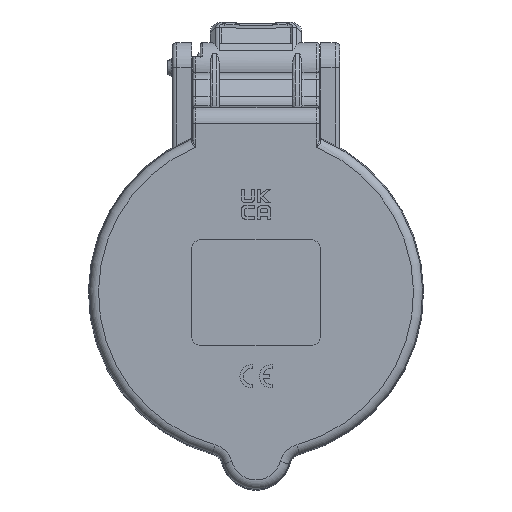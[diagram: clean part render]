
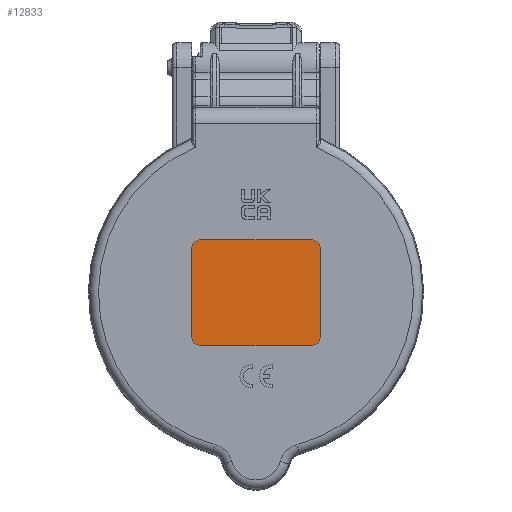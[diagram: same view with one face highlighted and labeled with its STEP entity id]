
A CAD part, top view. The second image highlights one B-rep face of the part: STEP entity #12833.
In plain terms, the highlighted planar face has unit normal (0, 0, 1).
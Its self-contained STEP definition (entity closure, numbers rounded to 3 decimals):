
#549=PLANE('',#13746);
#1129=CIRCLE('',#13732,2.);
#1131=CIRCLE('',#13736,2.);
#1133=CIRCLE('',#13740,2.);
#1135=CIRCLE('',#13744,2.);
#1500=FACE_OUTER_BOUND('',#2166,.T.);
#2166=EDGE_LOOP('',(#9384,#9385,#9386,#9387,#9388,#9389,#9390,#9391));
#3141=LINE('',#21246,#4192);
#3146=LINE('',#21260,#4197);
#3150=LINE('',#21272,#4201);
#3154=LINE('',#21284,#4205);
#4192=VECTOR('',#15585,10.);
#4197=VECTOR('',#15598,10.);
#4201=VECTOR('',#15610,10.);
#4205=VECTOR('',#15622,10.);
#5409=VERTEX_POINT('',#21244);
#5410=VERTEX_POINT('',#21245);
#5413=VERTEX_POINT('',#21253);
#5415=VERTEX_POINT('',#21259);
#5417=VERTEX_POINT('',#21265);
#5419=VERTEX_POINT('',#21271);
#5421=VERTEX_POINT('',#21277);
#5423=VERTEX_POINT('',#21283);
#6888=EDGE_CURVE('',#5409,#5410,#3141,.T.);
#6892=EDGE_CURVE('',#5410,#5413,#1129,.T.);
#6895=EDGE_CURVE('',#5413,#5415,#3146,.T.);
#6898=EDGE_CURVE('',#5415,#5417,#1131,.T.);
#6901=EDGE_CURVE('',#5417,#5419,#3150,.T.);
#6904=EDGE_CURVE('',#5419,#5421,#1133,.T.);
#6907=EDGE_CURVE('',#5421,#5423,#3154,.T.);
#6910=EDGE_CURVE('',#5423,#5409,#1135,.T.);
#9384=ORIENTED_EDGE('',*,*,#6888,.T.);
#9385=ORIENTED_EDGE('',*,*,#6892,.T.);
#9386=ORIENTED_EDGE('',*,*,#6895,.T.);
#9387=ORIENTED_EDGE('',*,*,#6898,.T.);
#9388=ORIENTED_EDGE('',*,*,#6901,.T.);
#9389=ORIENTED_EDGE('',*,*,#6904,.T.);
#9390=ORIENTED_EDGE('',*,*,#6907,.T.);
#9391=ORIENTED_EDGE('',*,*,#6910,.T.);
#12833=ADVANCED_FACE('',(#1500),#549,.F.);
#13732=AXIS2_PLACEMENT_3D('',#21254,#15591,#15592);
#13736=AXIS2_PLACEMENT_3D('',#21266,#15603,#15604);
#13740=AXIS2_PLACEMENT_3D('',#21278,#15615,#15616);
#13744=AXIS2_PLACEMENT_3D('',#21289,#15627,#15628);
#13746=AXIS2_PLACEMENT_3D('',#21291,#15631,#15632);
#15585=DIRECTION('',(0.,-1.,0.));
#15591=DIRECTION('center_axis',(0.,0.,
1.));
#15592=DIRECTION('ref_axis',(1.,0.,0.));
#15598=DIRECTION('',(1.,0.,0.));
#15603=DIRECTION('center_axis',(0.,0.,
1.));
#15604=DIRECTION('ref_axis',(0.,1.,0.));
#15610=DIRECTION('',(0.,1.,0.));
#15615=DIRECTION('center_axis',(0.,0.,
1.));
#15616=DIRECTION('ref_axis',(-1.,0.,0.));
#15622=DIRECTION('',(-1.,0.,0.));
#15627=DIRECTION('center_axis',(0.,0.,
1.));
#15628=DIRECTION('ref_axis',(0.,-1.,0.));
#15631=DIRECTION('center_axis',(0.,0.,
-1.));
#15632=DIRECTION('ref_axis',(-1.,0.,0.));
#21244=CARTESIAN_POINT('',(-14.,9.5,7.7));
#21245=CARTESIAN_POINT('',(-14.,-9.5,7.7));
#21246=CARTESIAN_POINT('',(-14.,-9.5,7.7));
#21253=CARTESIAN_POINT('',(-12.,-11.5,7.7));
#21254=CARTESIAN_POINT('Origin',(-12.,-9.5,7.7));
#21259=CARTESIAN_POINT('',(12.,-11.5,7.7));
#21260=CARTESIAN_POINT('',(12.,-11.5,7.7));
#21265=CARTESIAN_POINT('',(14.,-9.5,7.7));
#21266=CARTESIAN_POINT('Origin',(12.,-9.5,7.7));
#21271=CARTESIAN_POINT('',(14.,9.5,7.7));
#21272=CARTESIAN_POINT('',(14.,9.5,7.7));
#21277=CARTESIAN_POINT('',(12.,11.5,7.7));
#21278=CARTESIAN_POINT('Origin',(12.,9.5,7.7));
#21283=CARTESIAN_POINT('',(-12.,11.5,7.7));
#21284=CARTESIAN_POINT('',(-12.,11.5,7.7));
#21289=CARTESIAN_POINT('Origin',(-12.,9.5,7.7));
#21291=CARTESIAN_POINT('Origin',(0.,0.,
7.7));
